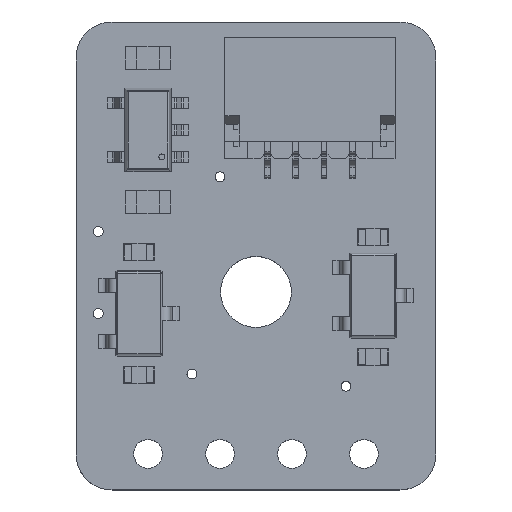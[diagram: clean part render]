
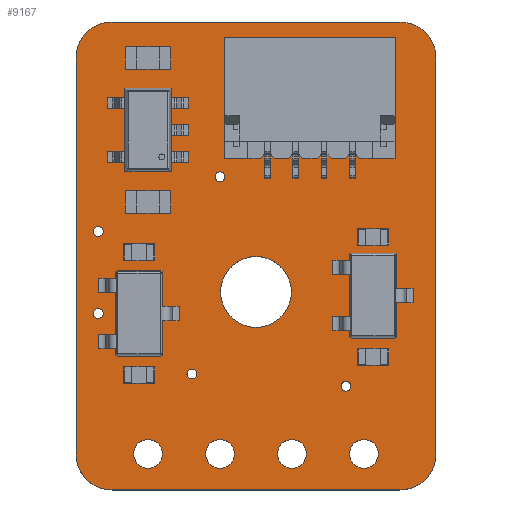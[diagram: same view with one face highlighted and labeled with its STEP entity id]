
A CAD part, top view. The second image highlights one B-rep face of the part: STEP entity #9167.
In plain terms, the highlighted planar face has unit normal (0, 0, 1).
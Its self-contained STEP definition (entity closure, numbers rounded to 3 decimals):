
#434=FACE_BOUND('',#1359,.T.);
#435=FACE_BOUND('',#1360,.T.);
#436=FACE_BOUND('',#1361,.T.);
#437=FACE_BOUND('',#1362,.T.);
#438=FACE_BOUND('',#1363,.T.);
#439=FACE_BOUND('',#1364,.T.);
#440=FACE_BOUND('',#1365,.T.);
#441=FACE_BOUND('',#1366,.T.);
#442=FACE_BOUND('',#1367,.T.);
#443=FACE_BOUND('',#1368,.T.);
#444=FACE_BOUND('',#1369,.T.);
#445=FACE_BOUND('',#1370,.T.);
#446=FACE_BOUND('',#1371,.T.);
#479=PLANE('',#9852);
#851=FACE_OUTER_BOUND('',#1358,.T.);
#1358=EDGE_LOOP('',(#6482,#6483,#6484,#6485,#6486,#6487,#6488,#6489,#6490,
#6491,#6492));
#1359=EDGE_LOOP('',(#6493));
#1360=EDGE_LOOP('',(#6494));
#1361=EDGE_LOOP('',(#6495));
#1362=EDGE_LOOP('',(#6496));
#1363=EDGE_LOOP('',(#6497));
#1364=EDGE_LOOP('',(#6498));
#1365=EDGE_LOOP('',(#6499));
#1366=EDGE_LOOP('',(#6500));
#1367=EDGE_LOOP('',(#6501));
#1368=EDGE_LOOP('',(#6502));
#1369=EDGE_LOOP('',(#6503));
#1370=EDGE_LOOP('',(#6504));
#1371=EDGE_LOOP('',(#6505));
#1895=LINE('',#13187,#2962);
#1898=LINE('',#13193,#2965);
#1902=LINE('',#13205,#2969);
#1905=LINE('',#13211,#2972);
#1909=LINE('',#13223,#2976);
#1912=LINE('',#13229,#2979);
#1916=LINE('',#13239,#2983);
#2962=VECTOR('',#10643,10.);
#2965=VECTOR('',#10648,10.);
#2969=VECTOR('',#10660,10.);
#2972=VECTOR('',#10665,10.);
#2976=VECTOR('',#10677,10.);
#2979=VECTOR('',#10682,10.);
#2983=VECTOR('',#10694,10.);
#4014=CIRCLE('',#9796,1.25);
#4016=CIRCLE('',#9799,0.175);
#4018=CIRCLE('',#9802,0.175);
#4020=CIRCLE('',#9805,0.175);
#4022=CIRCLE('',#9808,0.508);
#4024=CIRCLE('',#9811,0.175);
#4026=CIRCLE('',#9814,0.508);
#4028=CIRCLE('',#9817,0.175);
#4030=CIRCLE('',#9820,0.508);
#4032=CIRCLE('',#9823,0.175);
#4034=CIRCLE('',#9826,0.175);
#4036=CIRCLE('',#9829,0.508);
#4038=CIRCLE('',#9832,0.175);
#4040=CIRCLE('',#9835,1.27);
#4042=CIRCLE('',#9840,1.27);
#4044=CIRCLE('',#9845,1.27);
#4046=CIRCLE('',#9850,1.27);
#4220=VERTEX_POINT('',#13099);
#4222=VERTEX_POINT('',#13105);
#4224=VERTEX_POINT('',#13111);
#4226=VERTEX_POINT('',#13117);
#4228=VERTEX_POINT('',#13123);
#4230=VERTEX_POINT('',#13129);
#4232=VERTEX_POINT('',#13135);
#4234=VERTEX_POINT('',#13141);
#4236=VERTEX_POINT('',#13147);
#4238=VERTEX_POINT('',#13153);
#4240=VERTEX_POINT('',#13159);
#4242=VERTEX_POINT('',#13165);
#4244=VERTEX_POINT('',#13171);
#4247=VERTEX_POINT('',#13178);
#4248=VERTEX_POINT('',#13180);
#4250=VERTEX_POINT('',#13186);
#4252=VERTEX_POINT('',#13192);
#4254=VERTEX_POINT('',#13198);
#4256=VERTEX_POINT('',#13204);
#4258=VERTEX_POINT('',#13210);
#4260=VERTEX_POINT('',#13216);
#4262=VERTEX_POINT('',#13222);
#4264=VERTEX_POINT('',#13228);
#4266=VERTEX_POINT('',#13234);
#5069=EDGE_CURVE('',#4220,#4220,#4014,.T.);
#5072=EDGE_CURVE('',#4222,#4222,#4016,.T.);
#5075=EDGE_CURVE('',#4224,#4224,#4018,.T.);
#5078=EDGE_CURVE('',#4226,#4226,#4020,.T.);
#5081=EDGE_CURVE('',#4228,#4228,#4022,.T.);
#5084=EDGE_CURVE('',#4230,#4230,#4024,.T.);
#5087=EDGE_CURVE('',#4232,#4232,#4026,.T.);
#5090=EDGE_CURVE('',#4234,#4234,#4028,.T.);
#5093=EDGE_CURVE('',#4236,#4236,#4030,.T.);
#5096=EDGE_CURVE('',#4238,#4238,#4032,.T.);
#5099=EDGE_CURVE('',#4240,#4240,#4034,.T.);
#5102=EDGE_CURVE('',#4242,#4242,#4036,.T.);
#5105=EDGE_CURVE('',#4244,#4244,#4038,.T.);
#5108=EDGE_CURVE('',#4248,#4247,#4040,.T.);
#5111=EDGE_CURVE('',#4250,#4248,#1895,.T.);
#5114=EDGE_CURVE('',#4252,#4250,#1898,.T.);
#5117=EDGE_CURVE('',#4254,#4252,#4042,.T.);
#5120=EDGE_CURVE('',#4256,#4254,#1902,.T.);
#5123=EDGE_CURVE('',#4258,#4256,#1905,.T.);
#5126=EDGE_CURVE('',#4260,#4258,#4044,.T.);
#5129=EDGE_CURVE('',#4262,#4260,#1909,.T.);
#5132=EDGE_CURVE('',#4264,#4262,#1912,.T.);
#5135=EDGE_CURVE('',#4266,#4264,#4046,.T.);
#5138=EDGE_CURVE('',#4247,#4266,#1916,.T.);
#6482=ORIENTED_EDGE('',*,*,#5138,.T.);
#6483=ORIENTED_EDGE('',*,*,#5135,.T.);
#6484=ORIENTED_EDGE('',*,*,#5132,.T.);
#6485=ORIENTED_EDGE('',*,*,#5129,.T.);
#6486=ORIENTED_EDGE('',*,*,#5126,.T.);
#6487=ORIENTED_EDGE('',*,*,#5123,.T.);
#6488=ORIENTED_EDGE('',*,*,#5120,.T.);
#6489=ORIENTED_EDGE('',*,*,#5117,.T.);
#6490=ORIENTED_EDGE('',*,*,#5114,.T.);
#6491=ORIENTED_EDGE('',*,*,#5111,.T.);
#6492=ORIENTED_EDGE('',*,*,#5108,.T.);
#6493=ORIENTED_EDGE('',*,*,#5069,.T.);
#6494=ORIENTED_EDGE('',*,*,#5072,.T.);
#6495=ORIENTED_EDGE('',*,*,#5075,.T.);
#6496=ORIENTED_EDGE('',*,*,#5078,.T.);
#6497=ORIENTED_EDGE('',*,*,#5081,.T.);
#6498=ORIENTED_EDGE('',*,*,#5084,.T.);
#6499=ORIENTED_EDGE('',*,*,#5087,.T.);
#6500=ORIENTED_EDGE('',*,*,#5090,.T.);
#6501=ORIENTED_EDGE('',*,*,#5093,.T.);
#6502=ORIENTED_EDGE('',*,*,#5096,.T.);
#6503=ORIENTED_EDGE('',*,*,#5099,.T.);
#6504=ORIENTED_EDGE('',*,*,#5102,.T.);
#6505=ORIENTED_EDGE('',*,*,#5105,.T.);
#9167=ADVANCED_FACE('',(#851,#434,#435,#436,#437,#438,#439,#440,#441,#442,
#443,#444,#445,#446),#479,.T.);
#9796=AXIS2_PLACEMENT_3D('',#13101,#10546,#10547);
#9799=AXIS2_PLACEMENT_3D('',#13107,#10553,#10554);
#9802=AXIS2_PLACEMENT_3D('',#13113,#10560,#10561);
#9805=AXIS2_PLACEMENT_3D('',#13119,#10567,#10568);
#9808=AXIS2_PLACEMENT_3D('',#13125,#10574,#10575);
#9811=AXIS2_PLACEMENT_3D('',#13131,#10581,#10582);
#9814=AXIS2_PLACEMENT_3D('',#13137,#10588,#10589);
#9817=AXIS2_PLACEMENT_3D('',#13143,#10595,#10596);
#9820=AXIS2_PLACEMENT_3D('',#13149,#10602,#10603);
#9823=AXIS2_PLACEMENT_3D('',#13155,#10609,#10610);
#9826=AXIS2_PLACEMENT_3D('',#13161,#10616,#10617);
#9829=AXIS2_PLACEMENT_3D('',#13167,#10623,#10624);
#9832=AXIS2_PLACEMENT_3D('',#13173,#10630,#10631);
#9835=AXIS2_PLACEMENT_3D('',#13181,#10637,#10638);
#9840=AXIS2_PLACEMENT_3D('',#13199,#10654,#10655);
#9845=AXIS2_PLACEMENT_3D('',#13217,#10671,#10672);
#9850=AXIS2_PLACEMENT_3D('',#13235,#10688,#10689);
#9852=AXIS2_PLACEMENT_3D('',#13240,#10695,#10696);
#10546=DIRECTION('center_axis',(0.,0.,-1.));
#10547=DIRECTION('ref_axis',(1.,0.,0.));
#10553=DIRECTION('center_axis',(0.,0.,-1.));
#10554=DIRECTION('ref_axis',(1.,0.,0.));
#10560=DIRECTION('center_axis',(0.,0.,-1.));
#10561=DIRECTION('ref_axis',(1.,0.,0.));
#10567=DIRECTION('center_axis',(0.,0.,-1.));
#10568=DIRECTION('ref_axis',(1.,0.,0.));
#10574=DIRECTION('center_axis',(0.,0.,-1.));
#10575=DIRECTION('ref_axis',(1.,0.,0.));
#10581=DIRECTION('center_axis',(0.,0.,-1.));
#10582=DIRECTION('ref_axis',(1.,0.,0.));
#10588=DIRECTION('center_axis',(0.,0.,-1.));
#10589=DIRECTION('ref_axis',(1.,0.,0.));
#10595=DIRECTION('center_axis',(0.,0.,-1.));
#10596=DIRECTION('ref_axis',(1.,0.,0.));
#10602=DIRECTION('center_axis',(0.,0.,-1.));
#10603=DIRECTION('ref_axis',(1.,0.,0.));
#10609=DIRECTION('center_axis',(0.,0.,-1.));
#10610=DIRECTION('ref_axis',(1.,0.,0.));
#10616=DIRECTION('center_axis',(0.,0.,-1.));
#10617=DIRECTION('ref_axis',(1.,0.,0.));
#10623=DIRECTION('center_axis',(0.,0.,-1.));
#10624=DIRECTION('ref_axis',(1.,0.,0.));
#10630=DIRECTION('center_axis',(0.,0.,-1.));
#10631=DIRECTION('ref_axis',(1.,0.,0.));
#10637=DIRECTION('center_axis',(0.,0.,1.));
#10638=DIRECTION('ref_axis',(-0.087,0.996,0.));
#10643=DIRECTION('',(-0.999,-0.043,0.));
#10648=DIRECTION('',(-1.,0.,0.));
#10654=DIRECTION('center_axis',(0.,0.,1.));
#10655=DIRECTION('ref_axis',(0.996,0.087,0.));
#10660=DIRECTION('',(-0.044,0.999,0.));
#10665=DIRECTION('',(0.,1.,0.));
#10671=DIRECTION('center_axis',(0.,0.,1.));
#10672=DIRECTION('ref_axis',(0.087,-0.996,0.));
#10677=DIRECTION('',(0.999,0.044,0.));
#10682=DIRECTION('',(1.,0.,0.));
#10688=DIRECTION('center_axis',(0.,0.,1.));
#10689=DIRECTION('ref_axis',(-1.,0.,0.));
#10694=DIRECTION('',(0.,-1.,0.));
#10695=DIRECTION('center_axis',(0.,0.,1.));
#10696=DIRECTION('ref_axis',(1.,0.,0.));
#13099=CARTESIAN_POINT('',(-1.25,5.715,1.57));
#13101=CARTESIAN_POINT('Origin',(0.,5.715,1.57));
#13105=CARTESIAN_POINT('',(-2.436,2.819,1.57));
#13107=CARTESIAN_POINT('Origin',(-2.261,2.819,1.57));
#13111=CARTESIAN_POINT('',(2.594,11.862,1.57));
#13113=CARTESIAN_POINT('Origin',(2.769,11.862,1.57));
#13117=CARTESIAN_POINT('',(-1.445,9.779,1.57));
#13119=CARTESIAN_POINT('Origin',(-1.27,9.779,1.57));
#13123=CARTESIAN_POINT('',(-1.778,0.,1.57));
#13125=CARTESIAN_POINT('Origin',(-1.27,0.,1.57));
#13129=CARTESIAN_POINT('',(-5.74,7.849,1.57));
#13131=CARTESIAN_POINT('Origin',(-5.565,7.849,1.57));
#13135=CARTESIAN_POINT('',(3.302,0.,1.57));
#13137=CARTESIAN_POINT('Origin',(3.81,0.,1.57));
#13141=CARTESIAN_POINT('',(-5.74,4.953,1.57));
#13143=CARTESIAN_POINT('Origin',(-5.565,4.953,1.57));
#13147=CARTESIAN_POINT('',(-4.318,0.,1.57));
#13149=CARTESIAN_POINT('Origin',(-3.81,0.,1.57));
#13153=CARTESIAN_POINT('',(1.12,13.818,1.57));
#13155=CARTESIAN_POINT('Origin',(1.295,13.818,1.57));
#13159=CARTESIAN_POINT('',(3.,2.388,1.57));
#13161=CARTESIAN_POINT('Origin',(3.175,2.388,1.57));
#13165=CARTESIAN_POINT('',(0.762,0.,1.57));
#13167=CARTESIAN_POINT('Origin',(1.27,0.,1.57));
#13171=CARTESIAN_POINT('',(1.171,11.43,1.57));
#13173=CARTESIAN_POINT('Origin',(1.346,11.43,1.57));
#13178=CARTESIAN_POINT('',(-6.35,13.97,1.57));
#13180=CARTESIAN_POINT('',(-5.191,15.235,1.57));
#13181=CARTESIAN_POINT('Origin',(-5.08,13.97,1.57));
#13186=CARTESIAN_POINT('',(-5.08,15.24,1.57));
#13187=CARTESIAN_POINT('',(-5.08,15.24,1.57));
#13192=CARTESIAN_POINT('',(5.08,15.24,1.57));
#13193=CARTESIAN_POINT('',(5.08,15.24,1.57));
#13198=CARTESIAN_POINT('',(6.345,14.081,1.57));
#13199=CARTESIAN_POINT('Origin',(5.08,13.97,1.57));
#13204=CARTESIAN_POINT('',(6.35,13.97,1.57));
#13205=CARTESIAN_POINT('',(6.35,13.97,1.57));
#13210=CARTESIAN_POINT('',(6.35,0.,1.57));
#13211=CARTESIAN_POINT('',(6.35,0.,1.57));
#13216=CARTESIAN_POINT('',(5.191,-1.265,1.57));
#13217=CARTESIAN_POINT('Origin',(5.08,0.,
1.57));
#13222=CARTESIAN_POINT('',(5.08,-1.27,1.57));
#13223=CARTESIAN_POINT('',(5.08,-1.27,1.57));
#13228=CARTESIAN_POINT('',(-5.08,-1.27,1.57));
#13229=CARTESIAN_POINT('',(-5.08,-1.27,1.57));
#13234=CARTESIAN_POINT('',(-6.35,0.,1.57));
#13235=CARTESIAN_POINT('Origin',(-5.08,0.,
1.57));
#13239=CARTESIAN_POINT('',(-6.35,13.97,1.57));
#13240=CARTESIAN_POINT('Origin',(0.,6.985,
1.57));
